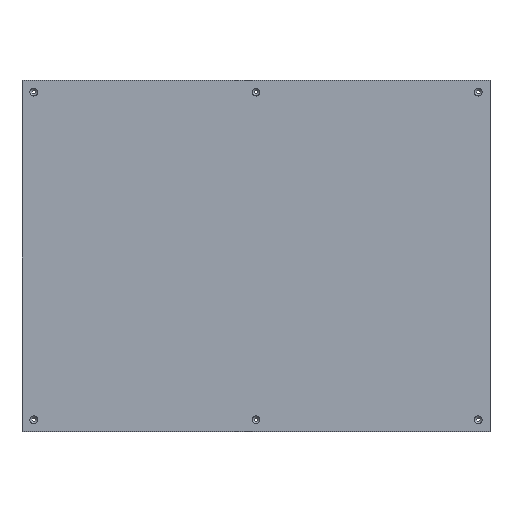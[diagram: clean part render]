
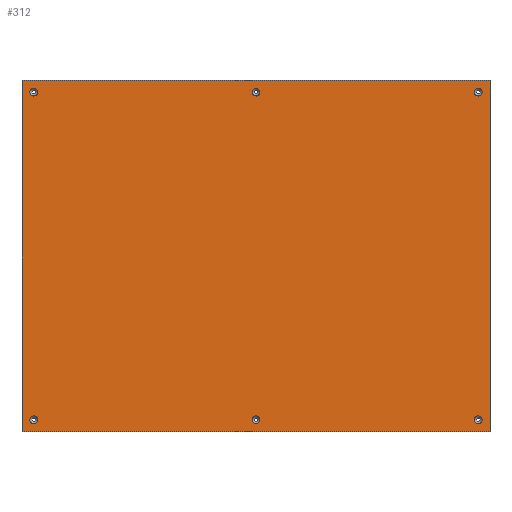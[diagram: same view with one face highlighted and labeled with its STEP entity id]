
A CAD part, top view. The second image highlights one B-rep face of the part: STEP entity #312.
In plain terms, the highlighted planar face has unit normal (0, 0, 1).
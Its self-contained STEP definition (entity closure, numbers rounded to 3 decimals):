
#21=FACE_BOUND('',#59,.T.);
#22=FACE_BOUND('',#60,.T.);
#23=FACE_BOUND('',#61,.T.);
#24=FACE_BOUND('',#62,.T.);
#25=FACE_BOUND('',#63,.T.);
#26=FACE_BOUND('',#64,.T.);
#33=PLANE('',#346);
#40=FACE_OUTER_BOUND('',#58,.T.);
#58=EDGE_LOOP('',(#225,#226,#227,#228));
#59=EDGE_LOOP('',(#229));
#60=EDGE_LOOP('',(#230));
#61=EDGE_LOOP('',(#231));
#62=EDGE_LOOP('',(#232));
#63=EDGE_LOOP('',(#233));
#64=EDGE_LOOP('',(#234));
#88=LINE('',#487,#112);
#89=LINE('',#489,#113);
#90=LINE('',#491,#114);
#91=LINE('',#492,#115);
#112=VECTOR('',#390,10.);
#113=VECTOR('',#391,10.);
#114=VECTOR('',#392,10.);
#115=VECTOR('',#393,10.);
#135=CIRCLE('',#344,3.3);
#137=CIRCLE('',#347,3.3);
#138=CIRCLE('',#348,3.3);
#139=CIRCLE('',#349,3.3);
#140=CIRCLE('',#350,3.3);
#141=CIRCLE('',#351,3.3);
#153=VERTEX_POINT('',#479);
#155=VERTEX_POINT('',#485);
#156=VERTEX_POINT('',#486);
#157=VERTEX_POINT('',#488);
#158=VERTEX_POINT('',#490);
#159=VERTEX_POINT('',#493);
#160=VERTEX_POINT('',#495);
#161=VERTEX_POINT('',#497);
#162=VERTEX_POINT('',#499);
#163=VERTEX_POINT('',#501);
#179=EDGE_CURVE('',#153,#153,#135,.T.);
#182=EDGE_CURVE('',#155,#156,#88,.T.);
#183=EDGE_CURVE('',#156,#157,#89,.T.);
#184=EDGE_CURVE('',#157,#158,#90,.T.);
#185=EDGE_CURVE('',#158,#155,#91,.T.);
#186=EDGE_CURVE('',#159,#159,#137,.T.);
#187=EDGE_CURVE('',#160,#160,#138,.T.);
#188=EDGE_CURVE('',#161,#161,#139,.T.);
#189=EDGE_CURVE('',#162,#162,#140,.T.);
#190=EDGE_CURVE('',#163,#163,#141,.T.);
#225=ORIENTED_EDGE('',*,*,#182,.T.);
#226=ORIENTED_EDGE('',*,*,#183,.T.);
#227=ORIENTED_EDGE('',*,*,#184,.T.);
#228=ORIENTED_EDGE('',*,*,#185,.T.);
#229=ORIENTED_EDGE('',*,*,#186,.F.);
#230=ORIENTED_EDGE('',*,*,#187,.F.);
#231=ORIENTED_EDGE('',*,*,#188,.F.);
#232=ORIENTED_EDGE('',*,*,#189,.F.);
#233=ORIENTED_EDGE('',*,*,#190,.F.);
#234=ORIENTED_EDGE('',*,*,#179,.F.);
#312=ADVANCED_FACE('',(#40,#21,#22,#23,#24,#25,#26),#33,.T.);
#344=AXIS2_PLACEMENT_3D('',#480,#383,#384);
#346=AXIS2_PLACEMENT_3D('',#484,#388,#389);
#347=AXIS2_PLACEMENT_3D('',#494,#394,#395);
#348=AXIS2_PLACEMENT_3D('',#496,#396,#397);
#349=AXIS2_PLACEMENT_3D('',#498,#398,#399);
#350=AXIS2_PLACEMENT_3D('',#500,#400,#401);
#351=AXIS2_PLACEMENT_3D('',#502,#402,#403);
#383=DIRECTION('center_axis',(0.,0.,1.));
#384=DIRECTION('ref_axis',(-1.,0.,0.));
#388=DIRECTION('center_axis',(0.,0.,1.));
#389=DIRECTION('ref_axis',(1.,0.,0.));
#390=DIRECTION('',(1.,0.,0.));
#391=DIRECTION('',(0.,1.,0.));
#392=DIRECTION('',(-1.,0.,0.));
#393=DIRECTION('',(0.,-1.,0.));
#394=DIRECTION('center_axis',(0.,0.,1.));
#395=DIRECTION('ref_axis',(-1.,0.,0.));
#396=DIRECTION('center_axis',(0.,0.,1.));
#397=DIRECTION('ref_axis',(-1.,0.,0.));
#398=DIRECTION('center_axis',(0.,0.,1.));
#399=DIRECTION('ref_axis',(-1.,0.,0.));
#400=DIRECTION('center_axis',(0.,0.,1.));
#401=DIRECTION('ref_axis',(-1.,0.,0.));
#402=DIRECTION('center_axis',(0.,0.,1.));
#403=DIRECTION('ref_axis',(-1.,0.,0.));
#479=CARTESIAN_POINT('',(-186.7,140.,4.));
#480=CARTESIAN_POINT('Origin',(-190.,140.,4.));
#484=CARTESIAN_POINT('Origin',(0.,0.,4.));
#485=CARTESIAN_POINT('',(-200.,-150.,4.));
#486=CARTESIAN_POINT('',(200.,-150.,4.));
#487=CARTESIAN_POINT('',(200.,-150.,4.));
#488=CARTESIAN_POINT('',(200.,150.,4.));
#489=CARTESIAN_POINT('',(200.,150.,4.));
#490=CARTESIAN_POINT('',(-200.,150.,4.));
#491=CARTESIAN_POINT('',(-200.,150.,4.));
#492=CARTESIAN_POINT('',(-200.,-150.,4.));
#493=CARTESIAN_POINT('',(3.3,140.,4.));
#494=CARTESIAN_POINT('Origin',(0.,140.,4.));
#495=CARTESIAN_POINT('',(193.3,-140.,4.));
#496=CARTESIAN_POINT('Origin',(190.,-140.,4.));
#497=CARTESIAN_POINT('',(-186.7,-140.,4.));
#498=CARTESIAN_POINT('Origin',(-190.,-140.,4.));
#499=CARTESIAN_POINT('',(3.3,-140.,4.));
#500=CARTESIAN_POINT('Origin',(0.,-140.,4.));
#501=CARTESIAN_POINT('',(193.3,140.,4.));
#502=CARTESIAN_POINT('Origin',(190.,140.,4.));
